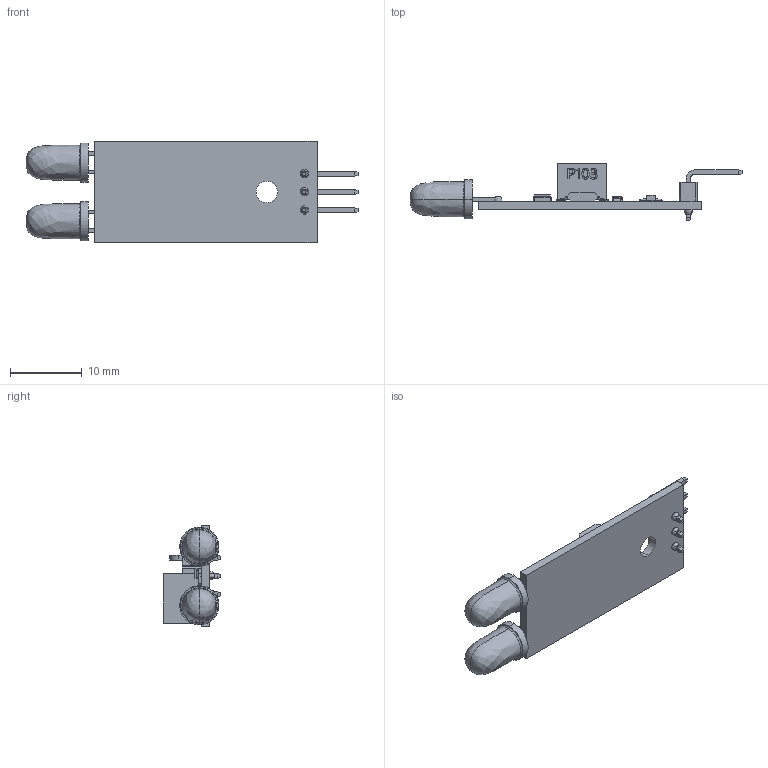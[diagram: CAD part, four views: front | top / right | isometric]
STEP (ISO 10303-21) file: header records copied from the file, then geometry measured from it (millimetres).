
FILE_DESCRIPTION (( 'STEP AP214' ), '1' );
FILE_NAME ('IRsensors.STEP', '2020-07-23T05:12:06', ( '' ), ( '' ), 'SwSTEP 2.0', 'SolidWorks 2016', '' );
FILE_SCHEMA (( 'AUTOMOTIVE_DESIGN' ));
Length unit declared in the file: millimetre
Products named in the file (13): smdChip8pin; smdResistor103; smdceramiccapacitor; smdTrimmerP103; blackLEDIRsensor; solder; IRsensors; smdLED; 90headerMale; smdResistor102; smdResistor101; IRboard; whiteLEDIRsensor
Assembly tree (24 placements, depth 2):
  IRsensors
    IRboard
    solder  x7
    90headerMale  x3
    blackLEDIRsensor
    whiteLEDIRsensor
    smdResistor101
    smdResistor102  x2
    smdResistor103  x2
    smdceramiccapacitor  x2
    smdLED  x2
    smdTrimmerP103
    smdChip8pin
Bounding box: 46.26 x 8.05 x 14.2 mm (x, y, z)
Volume: 1167.3 mm3; surface area: 2057.4 mm2
Topology: 55 solids, 55 shells, 1081 faces, 2613 edges, 1670 vertices
Faces by surface type: plane 613, bspline 244, cylinder 154, torus 54, sphere 16
Entity records: 40133 total; most frequent: CARTESIAN_POINT 15065, ORIENTED_EDGE 3902, DIRECTION 3185, EDGE_CURVE 1951, VECTOR 1273, LINE 1273, VERTEX_POINT 1254, AXIS2_PLACEMENT_3D 956
